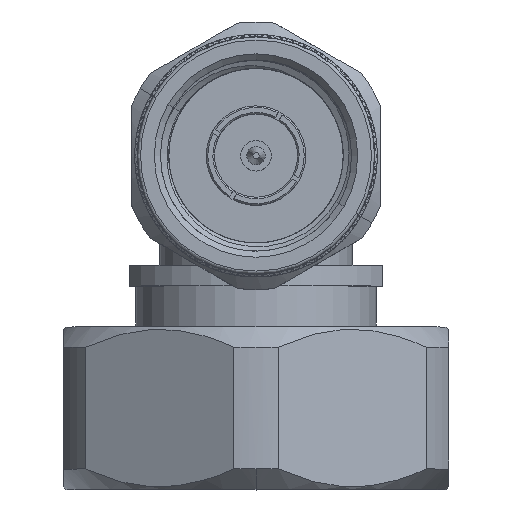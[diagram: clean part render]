
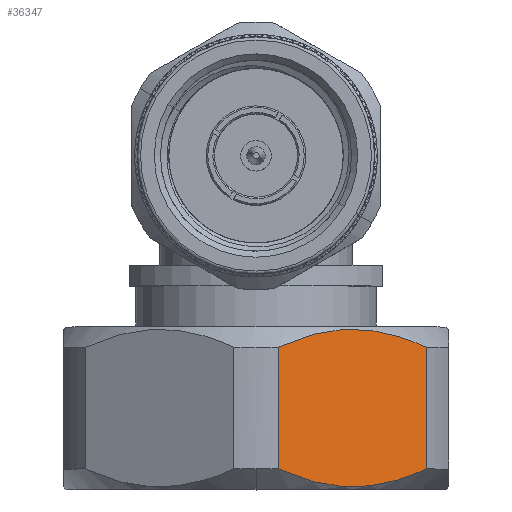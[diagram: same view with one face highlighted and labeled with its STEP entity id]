
A CAD part, top view. The second image highlights one B-rep face of the part: STEP entity #36347.
In plain terms, the highlighted face is planar.
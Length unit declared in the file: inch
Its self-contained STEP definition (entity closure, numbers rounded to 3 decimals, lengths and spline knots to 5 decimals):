
#1108 = CARTESIAN_POINT ( 'NONE',  ( -0.00197, 0.51626, 0.36566 ) ) ;
#2224 = B_SPLINE_CURVE_WITH_KNOTS ( 'NONE', 3,
 ( #46770, #25705, #77858, #64943, #18822, #45066, #71415, #12369, #32145, #78286, #27817, #8869, #54940, #48903, #8016, #47195, #1108, #74784, #14487, #41553, #40286, #67078, #2809, #15745, #66648, #68334, #21375 ),
 .UNSPECIFIED., .F., .F.,
 ( 4, 1, 1, 1, 1, 1, 2, 2, 1, 2, 2, 1, 1, 1, 1, 1, 2, 2, 4 ),
 ( 0., 0.125, 0.1875, 0.21875, 0.23437, 0.24219, 0.24609, 0.25, 0.375, 0.4375, 0.5, 0.625, 0.6875, 0.71875, 0.73437, 0.74219, 0.74609, 0.75, 1. ),
 .UNSPECIFIED. ) ;
#2809 = CARTESIAN_POINT ( 'NONE',  ( 0.01152, 0.47532, 0.43656 ) ) ;
#3293 = CARTESIAN_POINT ( 'NONE',  ( 0.50841, 0.51275, 0.37174 ) ) ;
#3716 = CARTESIAN_POINT ( 'NONE',  ( 0.49525, 0.61823, 0.18903 ) ) ;
#4428 = DIRECTION ( 'NONE',  ( -1., 0., 0. ) ) ;
#4558 = CARTESIAN_POINT ( 'NONE',  ( 0.51148, 0.53364, 0.33554 ) ) ;
#5307 = EDGE_CURVE ( 'NONE', #50422, #47837, #7967, .T. ) ;
#7967 = LINE ( 'NONE', #28601, #57668 ) ;
#8016 = CARTESIAN_POINT ( 'NONE',  ( -0.00393, 0.55141, 0.30477 ) ) ;
#8398 = ORIENTED_EDGE ( 'NONE', *, *, #55614, .F. ) ;
#8869 = CARTESIAN_POINT ( 'NONE',  ( 0.00072, 0.58689, 0.24333 ) ) ;
#9034 = CARTESIAN_POINT ( 'NONE',  ( 0.05512, 0.40599, 0.55665 ) ) ;
#11060 = CARTESIAN_POINT ( 'NONE',  ( 0.49555, 0.61756, 0.1902 ) ) ;
#11485 = CARTESIAN_POINT ( 'NONE',  ( 0.49848, 0.61092, 0.20169 ) ) ;
#11912 = CARTESIAN_POINT ( 'NONE',  ( 0.49667, 0.47604, 0.43531 ) ) ;
#12369 = CARTESIAN_POINT ( 'NONE',  ( 0.01261, 0.6182, 0.18909 ) ) ;
#12785 = B_SPLINE_CURVE_WITH_KNOTS ( 'NONE', 3,
 ( #49382, #63637, #56725, #36428, #62354, #62788, #30831, #29566, #75706, #3716, #11060, #11485, #70954, #17092, #57157, #63212, #56308, #31249, #24823, #51077, #43319, #82631, #49801, #4558, #44599, #76959, #55879, #3293, #44165, #76126, #83055, #69671, #36850, #57572, #77378, #11912, #23985, #43750, #83471, #37269 ),
 .UNSPECIFIED., .F., .F.,
 ( 4, 2, 2, 1, 1, 2, 2, 2, 1, 2, 2, 2, 2, 2, 1, 2, 2, 2, 1, 1, 2, 2, 4 ),
 ( 0., 0.125, 0.1875, 0.21875, 0.23437, 0.24219, 0.25, 0.3125, 0.34375, 0.35937, 0.375, 0.4375, 0.5, 0.5625, 0.59375, 0.60937, 0.625, 0.6875, 0.71875, 0.73437, 0.74219, 0.75, 1. ),
 .UNSPECIFIED. ) ;
#13127 = VECTOR ( 'NONE', #4428, 39.37008 ) ;
#14487 = CARTESIAN_POINT ( 'NONE',  ( 0.00753, 0.48504, 0.41972 ) ) ;
#15745 = CARTESIAN_POINT ( 'NONE',  ( 0.0117, 0.47492, 0.43726 ) ) ;
#17092 = CARTESIAN_POINT ( 'NONE',  ( 0.50372, 0.59625, 0.2271 ) ) ;
#18822 = CARTESIAN_POINT ( 'NONE',  ( 0.01651, 0.6265, 0.17472 ) ) ;
#21375 = CARTESIAN_POINT ( 'NONE',  ( 0.05512, 0.40599, 0.55665 ) ) ;
#23985 = CARTESIAN_POINT ( 'NONE',  ( 0.49633, 0.47528, 0.43663 ) ) ;
#24823 = CARTESIAN_POINT ( 'NONE',  ( 0.50906, 0.57558, 0.26291 ) ) ;
#25705 = CARTESIAN_POINT ( 'NONE',  ( 0.04561, 0.67333, 0.0936 ) ) ;
#26454 = VERTEX_POINT ( 'NONE', #63427 ) ;
#27817 = CARTESIAN_POINT ( 'NONE',  ( 0.00669, 0.60481, 0.21229 ) ) ;
#28601 = CARTESIAN_POINT ( 'NONE',  ( -0.01181, 0.40599, 0.55665 ) ) ;
#29566 = CARTESIAN_POINT ( 'NONE',  ( 0.49364, 0.62175, 0.18294 ) ) ;
#30168 = EDGE_LOOP ( 'NONE', ( #8398, #32977, #51071, #46749 ) ) ;
#30831 = CARTESIAN_POINT ( 'NONE',  ( 0.49128, 0.62668, 0.1744 ) ) ;
#31249 = CARTESIAN_POINT ( 'NONE',  ( 0.50735, 0.58311, 0.24986 ) ) ;
#32145 = CARTESIAN_POINT ( 'NONE',  ( 0.0123, 0.61751, 0.19028 ) ) ;
#32977 = ORIENTED_EDGE ( 'NONE', *, *, #54081, .T. ) ;
#33413 = DIRECTION ( 'NONE',  ( 1., 0., 0. ) ) ;
#36347 = ADVANCED_FACE ( 'NONE', ( #85195 ), #39859, .T. ) ;
#36428 = CARTESIAN_POINT ( 'NONE',  ( 0.48123, 0.64501, 0.14263 ) ) ;
#36432 = EDGE_CURVE ( 'NONE', #67765, #47837, #2224, .T. ) ;
#36850 = CARTESIAN_POINT ( 'NONE',  ( 0.50028, 0.48486, 0.42004 ) ) ;
#37269 = CARTESIAN_POINT ( 'NONE',  ( 0.45276, 0.40599, 0.55665 ) ) ;
#39859 = PLANE ( 'NONE',  #63145 ) ;
#40286 = CARTESIAN_POINT ( 'NONE',  ( 0.01072, 0.47719, 0.43332 ) ) ;
#41553 = CARTESIAN_POINT ( 'NONE',  ( 0.00962, 0.47981, 0.42878 ) ) ;
#43319 = CARTESIAN_POINT ( 'NONE',  ( 0.51147, 0.55758, 0.29409 ) ) ;
#43750 = CARTESIAN_POINT ( 'NONE',  ( 0.48607, 0.45193, 0.47708 ) ) ;
#44165 = CARTESIAN_POINT ( 'NONE',  ( 0.50809, 0.51122, 0.37439 ) ) ;
#44599 = CARTESIAN_POINT ( 'NONE',  ( 0.51046, 0.5247, 0.35104 ) ) ;
#45066 = CARTESIAN_POINT ( 'NONE',  ( 0.01419, 0.62165, 0.18311 ) ) ;
#46749 = ORIENTED_EDGE ( 'NONE', *, *, #5307, .F. ) ;
#46770 = CARTESIAN_POINT ( 'NONE',  ( 0.05512, 0.68507, 0.07327 ) ) ;
#47195 = CARTESIAN_POINT ( 'NONE',  ( -0.00394, 0.53389, 0.33512 ) ) ;
#47837 = VERTEX_POINT ( 'NONE', #9034 ) ;
#48421 = DIRECTION ( 'NONE',  ( -1., 0., 0. ) ) ;
#48704 = CARTESIAN_POINT ( 'NONE',  ( 0.45276, 0.40599, 0.55665 ) ) ;
#48903 = CARTESIAN_POINT ( 'NONE',  ( -0.0036, 0.55732, 0.29453 ) ) ;
#49257 = LINE ( 'NONE', #49674, #13127 ) ;
#49382 = CARTESIAN_POINT ( 'NONE',  ( 0.45276, 0.68507, 0.07327 ) ) ;
#49674 = CARTESIAN_POINT ( 'NONE',  ( -0.01181, 0.68507, 0.07327 ) ) ;
#49801 = CARTESIAN_POINT ( 'NONE',  ( 0.51181, 0.5396, 0.32523 ) ) ;
#50422 = VERTEX_POINT ( 'NONE', #48704 ) ;
#51071 = ORIENTED_EDGE ( 'NONE', *, *, #36432, .T. ) ;
#51077 = CARTESIAN_POINT ( 'NONE',  ( 0.51009, 0.56958, 0.2733 ) ) ;
#52502 = CARTESIAN_POINT ( 'NONE',  ( 0.05512, 0.68507, 0.07327 ) ) ;
#54081 = EDGE_CURVE ( 'NONE', #26454, #67765, #49257, .T. ) ;
#54940 = CARTESIAN_POINT ( 'NONE',  ( -0.00227, 0.56913, 0.27409 ) ) ;
#55614 = EDGE_CURVE ( 'NONE', #26454, #50422, #12785, .T. ) ;
#55879 = CARTESIAN_POINT ( 'NONE',  ( 0.509, 0.51574, 0.36656 ) ) ;
#56308 = CARTESIAN_POINT ( 'NONE',  ( 0.507, 0.58454, 0.2474 ) ) ;
#56725 = CARTESIAN_POINT ( 'NONE',  ( 0.47045, 0.66203, 0.11316 ) ) ;
#57157 = CARTESIAN_POINT ( 'NONE',  ( 0.50508, 0.59186, 0.23471 ) ) ;
#57572 = CARTESIAN_POINT ( 'NONE',  ( 0.49822, 0.47972, 0.42894 ) ) ;
#57668 = VECTOR ( 'NONE', #48421, 39.37008 ) ;
#58026 = CARTESIAN_POINT ( 'NONE',  ( -0.01181, 0.72737, 0. ) ) ;
#62354 = CARTESIAN_POINT ( 'NONE',  ( 0.48454, 0.63936, 0.15242 ) ) ;
#62788 = CARTESIAN_POINT ( 'NONE',  ( 0.4891, 0.6309, 0.16708 ) ) ;
#63145 = AXIS2_PLACEMENT_3D ( 'NONE', #58026, #84360, #33413 ) ;
#63212 = CARTESIAN_POINT ( 'NONE',  ( 0.50626, 0.58747, 0.24232 ) ) ;
#63427 = CARTESIAN_POINT ( 'NONE',  ( 0.45276, 0.68507, 0.07327 ) ) ;
#63637 = CARTESIAN_POINT ( 'NONE',  ( 0.46215, 0.67347, 0.09336 ) ) ;
#64943 = CARTESIAN_POINT ( 'NONE',  ( 0.02153, 0.63625, 0.15782 ) ) ;
#66648 = CARTESIAN_POINT ( 'NONE',  ( 0.02157, 0.45246, 0.47616 ) ) ;
#67078 = CARTESIAN_POINT ( 'NONE',  ( 0.0112, 0.47607, 0.43527 ) ) ;
#67765 = VERTEX_POINT ( 'NONE', #52502 ) ;
#68334 = CARTESIAN_POINT ( 'NONE',  ( 0.03599, 0.4296, 0.51576 ) ) ;
#69671 = CARTESIAN_POINT ( 'NONE',  ( 0.50186, 0.48926, 0.41243 ) ) ;
#70954 = CARTESIAN_POINT ( 'NONE',  ( 0.50077, 0.60505, 0.21187 ) ) ;
#71415 = CARTESIAN_POINT ( 'NONE',  ( 0.01308, 0.61923, 0.1873 ) ) ;
#74784 = CARTESIAN_POINT ( 'NONE',  ( 0.00379, 0.49548, 0.40164 ) ) ;
#75706 = CARTESIAN_POINT ( 'NONE',  ( 0.49461, 0.61964, 0.1866 ) ) ;
#76126 = CARTESIAN_POINT ( 'NONE',  ( 0.50643, 0.50389, 0.38708 ) ) ;
#76959 = CARTESIAN_POINT ( 'NONE',  ( 0.50983, 0.52022, 0.35879 ) ) ;
#77378 = CARTESIAN_POINT ( 'NONE',  ( 0.49729, 0.47751, 0.43276 ) ) ;
#77858 = CARTESIAN_POINT ( 'NONE',  ( 0.03309, 0.656, 0.12362 ) ) ;
#78286 = CARTESIAN_POINT ( 'NONE',  ( 0.01217, 0.6172, 0.19082 ) ) ;
#82631 = CARTESIAN_POINT ( 'NONE',  ( 0.51181, 0.55154, 0.30455 ) ) ;
#83055 = CARTESIAN_POINT ( 'NONE',  ( 0.50479, 0.49804, 0.39721 ) ) ;
#83471 = CARTESIAN_POINT ( 'NONE',  ( 0.47165, 0.42931, 0.51626 ) ) ;
#84360 = DIRECTION ( 'NONE',  ( 0., 0.866, 0.5 ) ) ;
#85195 = FACE_OUTER_BOUND ( 'NONE', #30168, .T. ) ;
